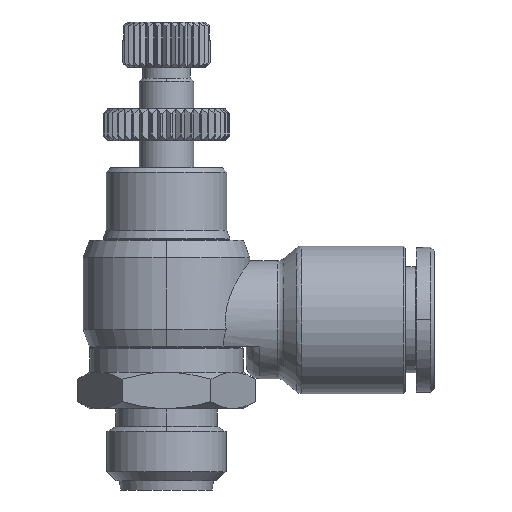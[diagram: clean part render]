
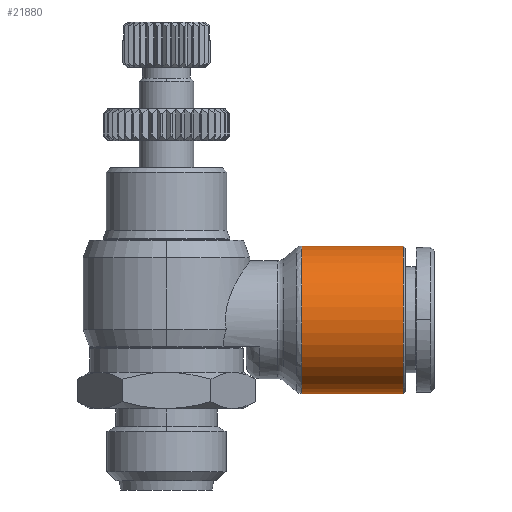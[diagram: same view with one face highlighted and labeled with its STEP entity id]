
A CAD part, front view. The second image highlights one B-rep face of the part: STEP entity #21880.
In plain terms, the highlighted cylindrical face has radius 8.15 mm (diameter 16.3 mm), a partial arc.
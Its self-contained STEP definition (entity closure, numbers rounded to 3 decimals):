
#896 = EDGE_CURVE ( 'NONE', #12960, #8983, #5560, .T. ) ;
#962 = AXIS2_PLACEMENT_3D ( 'NONE', #12541, #17013, #25491 ) ;
#1861 = CARTESIAN_POINT ( 'NONE',  ( -14., 0., 0. ) ) ;
#2174 = VERTEX_POINT ( 'NONE', #8906 ) ;
#3336 = CARTESIAN_POINT ( 'NONE',  ( -20.55, 0., -8.15 ) ) ;
#3992 = EDGE_LOOP ( 'NONE', ( #15959, #6104, #23400, #22710 ) ) ;
#5024 = CYLINDRICAL_SURFACE ( 'NONE', #14736, 8.15 ) ;
#5218 = VECTOR ( 'NONE', #11669, 1000. ) ;
#5319 = CARTESIAN_POINT ( 'NONE',  ( -14., 0., 8.15 ) ) ;
#5560 = LINE ( 'NONE', #5319, #5218 ) ;
#6104 = ORIENTED_EDGE ( 'NONE', *, *, #10645, .F. ) ;
#6255 = EDGE_CURVE ( 'NONE', #14922, #2174, #11131, .T. ) ;
#7989 = DIRECTION ( 'NONE',  ( 0., 0., -1. ) ) ;
#8906 = CARTESIAN_POINT ( 'NONE',  ( -9.359, 0., -8.15 ) ) ;
#8983 = VERTEX_POINT ( 'NONE', #23351 ) ;
#10181 = CARTESIAN_POINT ( 'NONE',  ( -9.359, 0., 0. ) ) ;
#10353 = DIRECTION ( 'NONE',  ( -1., 0., 0. ) ) ;
#10645 = EDGE_CURVE ( 'NONE', #14922, #12960, #26588, .T. ) ;
#11131 = LINE ( 'NONE', #16765, #14870 ) ;
#11669 = DIRECTION ( 'NONE',  ( 1., 0., 0. ) ) ;
#12541 = CARTESIAN_POINT ( 'NONE',  ( -20.55, 0., 0. ) ) ;
#12586 = DIRECTION ( 'NONE',  ( 1., 0., 0. ) ) ;
#12960 = VERTEX_POINT ( 'NONE', #15320 ) ;
#14736 = AXIS2_PLACEMENT_3D ( 'NONE', #1861, #19540, #24009 ) ;
#14867 = FACE_OUTER_BOUND ( 'NONE', #3992, .T. ) ;
#14870 = VECTOR ( 'NONE', #12586, 1000. ) ;
#14922 = VERTEX_POINT ( 'NONE', #3336 ) ;
#15320 = CARTESIAN_POINT ( 'NONE',  ( -20.55, 0., 8.15 ) ) ;
#15959 = ORIENTED_EDGE ( 'NONE', *, *, #896, .F. ) ;
#16765 = CARTESIAN_POINT ( 'NONE',  ( -14., 0., -8.15 ) ) ;
#17013 = DIRECTION ( 'NONE',  ( -1., 0., 0. ) ) ;
#19540 = DIRECTION ( 'NONE',  ( 1., 0., 0. ) ) ;
#21880 = ADVANCED_FACE ( 'NONE', ( #14867 ), #5024, .T. ) ;
#22710 = ORIENTED_EDGE ( 'NONE', *, *, #25004, .T. ) ;
#23351 = CARTESIAN_POINT ( 'NONE',  ( -9.359, 0., 8.15 ) ) ;
#23400 = ORIENTED_EDGE ( 'NONE', *, *, #6255, .T. ) ;
#23507 = AXIS2_PLACEMENT_3D ( 'NONE', #10181, #10353, #7989 ) ;
#24009 = DIRECTION ( 'NONE',  ( 0., 0., -1. ) ) ;
#25004 = EDGE_CURVE ( 'NONE', #2174, #8983, #26269, .T. ) ;
#25491 = DIRECTION ( 'NONE',  ( 0., 0., -1. ) ) ;
#26269 = CIRCLE ( 'NONE', #23507, 8.15 ) ;
#26588 = CIRCLE ( 'NONE', #962, 8.15 ) ;
